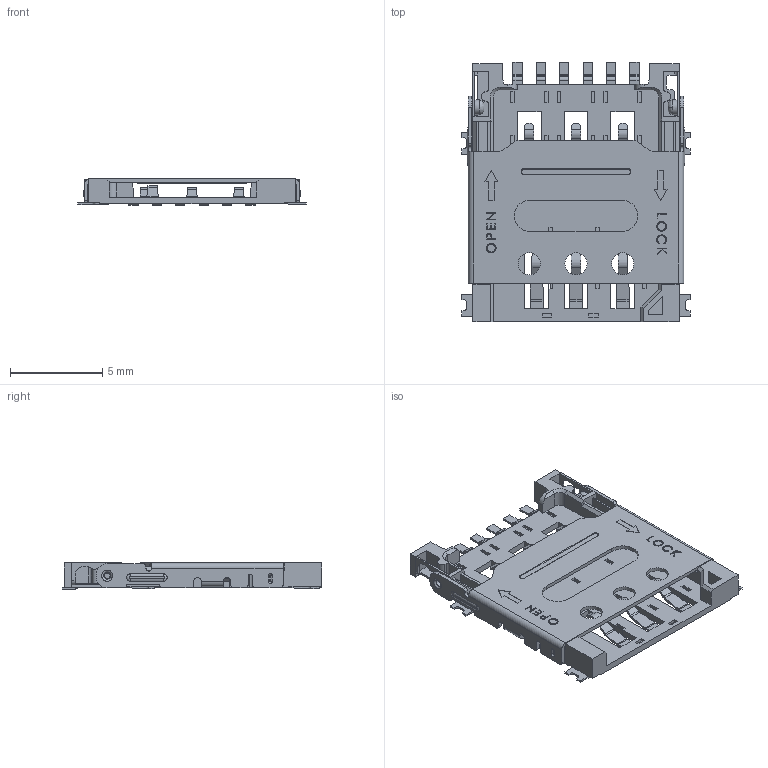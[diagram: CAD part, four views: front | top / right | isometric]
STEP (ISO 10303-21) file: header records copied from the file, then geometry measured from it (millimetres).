
FILE_DESCRIPTION(/* description */ (''),/* implementation_level */ '2;1');
FILE_NAME(/* name */ 'GCT - SIM8060-6-0-14-00-A v3.step',/* time_stamp */ '2019-12-13T23:54:05+00:00',/* author */ (''),/* organization */ (''),/* preprocessor_version */ 'ST-DEVELOPER v18',/* originating_system */ 'Autodesk Translation Framework v8.12.0.6',/* authorisation */ '');
FILE_SCHEMA (('AUTOMOTIVE_DESIGN { 1 0 10303 214 3 1 1 }'));
Length unit declared in the file: millimetre
Products named in the file (1): GCT - SIM8060-6-0-14-00-A
Bounding box: 12.4 x 14.1 x 1.43 mm (x, y, z)
Volume: 79.1 mm3; surface area: 613.5 mm2
Topology: 1 solids, 3 shells, 1124 faces, 2986 edges, 1947 vertices
Faces by surface type: plane 808, cylinder 213, bspline 75, cone 18, torus 10
Full cylindrical faces by diameter (mm): 0.4 x2, 0.8 x2, 1.2 x3
Entity records: 39758 total; most frequent: CARTESIAN_POINT 10464, ORIENTED_EDGE 5980, DIRECTION 5553, EDGE_CURVE 2990, LINE 2367, VECTOR 2367, VERTEX_POINT 1947, AXIS2_PLACEMENT_3D 1593
